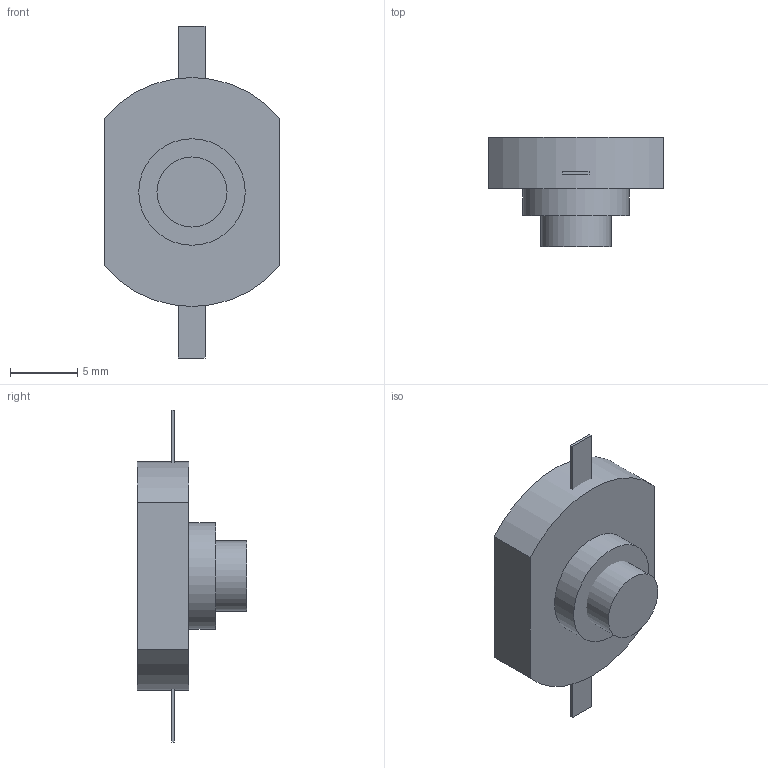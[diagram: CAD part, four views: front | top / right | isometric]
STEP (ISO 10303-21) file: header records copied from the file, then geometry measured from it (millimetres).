
FILE_DESCRIPTION(/* description */ (''),/* implementation_level */ '2;1');
FILE_NAME(/* name */ 'Push-Lock_Button.step',/* time_stamp */ '2024-08-26T19:46:07+02:00',/* author */ (''),/* organization */ (''),/* preprocessor_version */ 'ST-DEVELOPER v20',/* originating_system */ 'Autodesk Translation Framework v13.14.0.145',/* authorisation */ '');
FILE_SCHEMA (('AUTOMOTIVE_DESIGN { 1 0 10303 214 3 1 1 }'));
Length unit declared in the file: millimetre
Products named in the file (2): Push-Lock_Button; switch push lock
Assembly tree (1 placements, depth 2):
  Push-Lock_Button
    switch push lock
Bounding box: 13 x 8.1 x 24.64 mm (x, y, z)
Volume: 932.9 mm3; surface area: 937.4 mm2
Topology: 4 solids, 4 shells, 32 faces, 69 edges, 46 vertices
Faces by surface type: plane 25, cylinder 7
Full cylindrical faces by diameter (mm): 4.5 x1, 5.2 x1, 7.9 x1
Entity records: 935 total; most frequent: DIRECTION 153, CARTESIAN_POINT 150, ORIENTED_EDGE 138, EDGE_CURVE 69, LINE 55, VECTOR 55, AXIS2_PLACEMENT_3D 49, VERTEX_POINT 46
